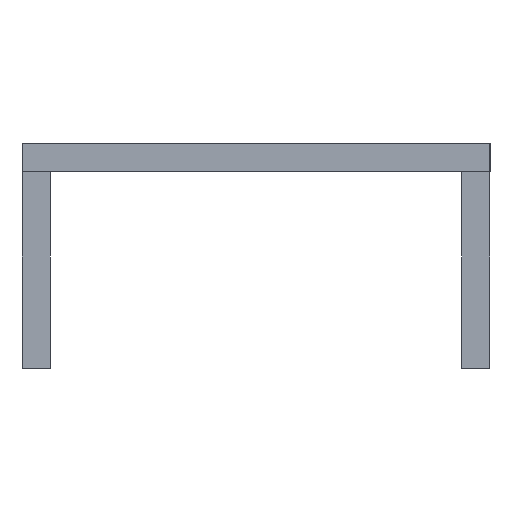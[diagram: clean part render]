
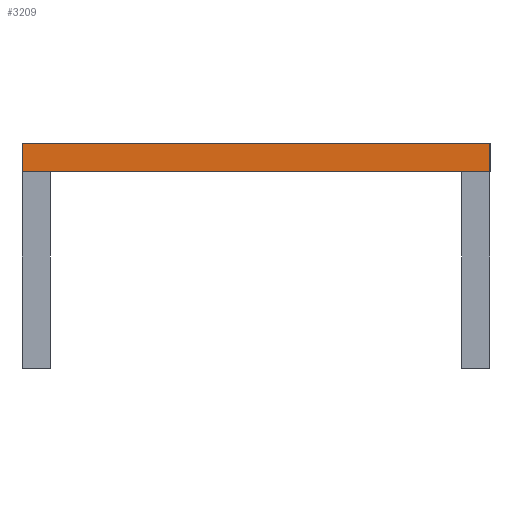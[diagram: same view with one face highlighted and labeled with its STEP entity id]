
A CAD part, left-side view. The second image highlights one B-rep face of the part: STEP entity #3209.
In plain terms, the highlighted planar face has unit normal (-1, 0, 0).
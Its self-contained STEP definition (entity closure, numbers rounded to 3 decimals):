
#10 = VERTEX_POINT ( 'NONE', #2197 ) ;
#35 = VERTEX_POINT ( 'NONE', #1215 ) ;
#72 = CARTESIAN_POINT ( 'NONE',  ( -453.5, -12.5, -36.069 ) ) ;
#199 = EDGE_CURVE ( 'NONE', #35, #10, #1516, .T. ) ;
#383 = EDGE_CURVE ( 'NONE', #933, #1916, #3150, .T. ) ;
#616 = PLANE ( 'NONE',  #1825 ) ;
#705 = DIRECTION ( 'NONE',  ( 0., 0., 1. ) ) ;
#907 = VECTOR ( 'NONE', #1887, 1000. ) ;
#933 = VERTEX_POINT ( 'NONE', #1814 ) ;
#1212 = LINE ( 'NONE', #2997, #1722 ) ;
#1215 = CARTESIAN_POINT ( 'NONE',  ( -453.5, -12.5, 0. ) ) ;
#1261 = ORIENTED_EDGE ( 'NONE', *, *, #199, .F. ) ;
#1266 = DIRECTION ( 'NONE',  ( 0., 1., 0. ) ) ;
#1317 = ORIENTED_EDGE ( 'NONE', *, *, #1624, .F. ) ;
#1516 = LINE ( 'NONE', #1794, #1938 ) ;
#1624 = EDGE_CURVE ( 'NONE', #10, #933, #1212, .T. ) ;
#1722 = VECTOR ( 'NONE', #705, 1000. ) ;
#1794 = CARTESIAN_POINT ( 'NONE',  ( -453.5, 12.5, 0. ) ) ;
#1814 = CARTESIAN_POINT ( 'NONE',  ( -453.5, 12.5, 1.5 ) ) ;
#1825 = AXIS2_PLACEMENT_3D ( 'NONE', #2644, #2394, #2929 ) ;
#1887 = DIRECTION ( 'NONE',  ( 0., 0., 1. ) ) ;
#1916 = VERTEX_POINT ( 'NONE', #2107 ) ;
#1938 = VECTOR ( 'NONE', #1266, 1000. ) ;
#2044 = VECTOR ( 'NONE', #2932, 1000. ) ;
#2081 = ORIENTED_EDGE ( 'NONE', *, *, #3146, .T. ) ;
#2107 = CARTESIAN_POINT ( 'NONE',  ( -453.5, -12.5, 1.5 ) ) ;
#2123 = LINE ( 'NONE', #72, #907 ) ;
#2197 = CARTESIAN_POINT ( 'NONE',  ( -453.5, 12.5, 0. ) ) ;
#2394 = DIRECTION ( 'NONE',  ( -1., 0., 0. ) ) ;
#2411 = FACE_OUTER_BOUND ( 'NONE', #2925, .T. ) ;
#2434 = CARTESIAN_POINT ( 'NONE',  ( -453.5, 12.5, 1.5 ) ) ;
#2644 = CARTESIAN_POINT ( 'NONE',  ( -453.5, 12.5, -36.069 ) ) ;
#2807 = ORIENTED_EDGE ( 'NONE', *, *, #383, .F. ) ;
#2925 = EDGE_LOOP ( 'NONE', ( #1261, #2081, #2807, #1317 ) ) ;
#2929 = DIRECTION ( 'NONE',  ( 0., 0., 1. ) ) ;
#2932 = DIRECTION ( 'NONE',  ( 0., -1., 0. ) ) ;
#2997 = CARTESIAN_POINT ( 'NONE',  ( -453.5, 12.5, -36.069 ) ) ;
#3146 = EDGE_CURVE ( 'NONE', #35, #1916, #2123, .T. ) ;
#3150 = LINE ( 'NONE', #2434, #2044 ) ;
#3209 = ADVANCED_FACE ( 'NONE', ( #2411 ), #616, .T. ) ;
